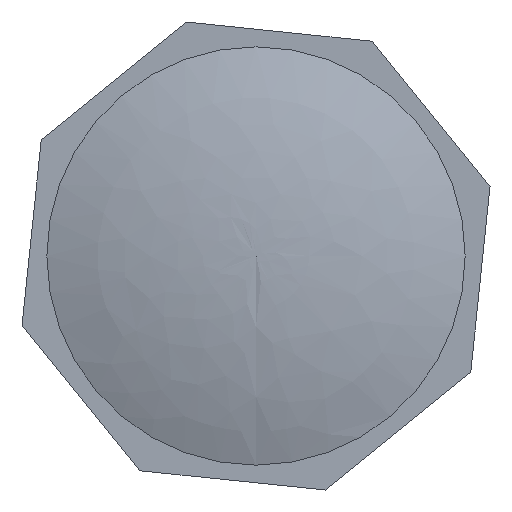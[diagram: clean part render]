
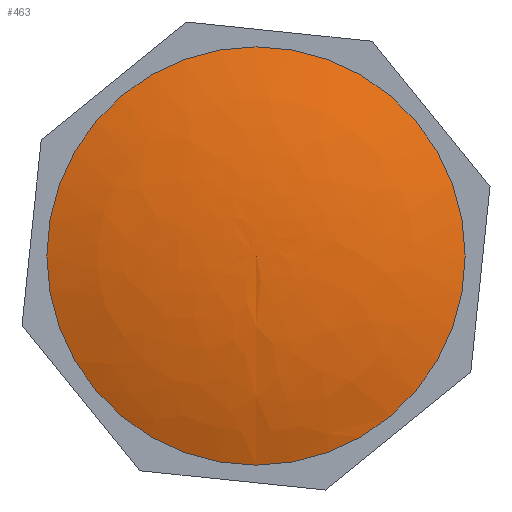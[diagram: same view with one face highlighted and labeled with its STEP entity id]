
A CAD part, left-side view. The second image highlights one B-rep face of the part: STEP entity #463.
In plain terms, the highlighted free-form (B-spline) face has degree [2, 2] with [3, 9] control points.
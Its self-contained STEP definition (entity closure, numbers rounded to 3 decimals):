
#42=(
BOUNDED_CURVE()
B_SPLINE_CURVE(2,(#723,#724,#725),.UNSPECIFIED.,.F.,.F.)
B_SPLINE_CURVE_WITH_KNOTS((3,3),(-1.587,-1.229),
 .UNSPECIFIED.)
CURVE()
GEOMETRIC_REPRESENTATION_ITEM()
RATIONAL_B_SPLINE_CURVE((1.,0.984,1.))
REPRESENTATION_ITEM('')
);
#44=(
BOUNDED_SURFACE()
B_SPLINE_SURFACE(2,2,((#695,#696,#697,#698,#699,#700,#701,#702,#703),(#704,
#705,#706,#707,#708,#709,#710,#711,#712),(#713,#714,#715,#716,#717,#718,
#719,#720,#721)),.UNSPECIFIED.,.F.,.T.,.F.)
B_SPLINE_SURFACE_WITH_KNOTS((3,3),(3,2,2,2,3),(1.229,1.587),
(-3.142,-1.571,0.,1.571,3.142),
 .UNSPECIFIED.)
GEOMETRIC_REPRESENTATION_ITEM()
RATIONAL_B_SPLINE_SURFACE(((1.,0.707,1.,0.707,1.,
0.707,1.,0.707,1.),(0.984,0.696,
0.984,0.696,0.984,0.696,
0.984,0.696,0.984),(1.,0.707,
1.,0.707,1.,0.707,1.,0.707,1.)))
REPRESENTATION_ITEM('')
SURFACE()
);
#72=CIRCLE('',#503,25.5);
#73=CIRCLE('',#504,25.5);
#99=FACE_OUTER_BOUND('',#137,.T.);
#137=EDGE_LOOP('',(#374,#375,#376,#377));
#227=VERTEX_POINT('',#691);
#228=VERTEX_POINT('',#692);
#229=VERTEX_POINT('',#722);
#281=EDGE_CURVE('',#227,#228,#72,.T.);
#282=EDGE_CURVE('',#228,#227,#73,.T.);
#283=EDGE_CURVE('',#229,#228,#42,.T.);
#374=ORIENTED_EDGE('',*,*,#283,.T.);
#375=ORIENTED_EDGE('',*,*,#282,.T.);
#376=ORIENTED_EDGE('',*,*,#281,.T.);
#377=ORIENTED_EDGE('',*,*,#283,.F.);
#463=ADVANCED_FACE('',(#99),#44,.F.);
#503=AXIS2_PLACEMENT_3D('',#693,#590,#591);
#504=AXIS2_PLACEMENT_3D('',#694,#592,#593);
#590=DIRECTION('center_axis',(-1.,0.,0.));
#591=DIRECTION('ref_axis',(0.,0.,1.));
#592=DIRECTION('center_axis',(-1.,0.,0.));
#593=DIRECTION('ref_axis',(0.,0.,1.));
#691=CARTESIAN_POINT('',(-38.096,-25.5,0.));
#692=CARTESIAN_POINT('',(-38.096,0.,-25.5));
#693=CARTESIAN_POINT('Origin',(-38.096,0.,0.));
#694=CARTESIAN_POINT('Origin',(-38.096,0.,0.));
#695=CARTESIAN_POINT('Ctrl Pts',(-38.096,0.,-25.5));
#696=CARTESIAN_POINT('Ctrl Pts',(-38.096,-25.5,-25.5));
#697=CARTESIAN_POINT('Ctrl Pts',(-38.096,-25.5,0.));
#698=CARTESIAN_POINT('Ctrl Pts',(-38.096,-25.5,25.5));
#699=CARTESIAN_POINT('Ctrl Pts',(-38.096,0.,25.5));
#700=CARTESIAN_POINT('Ctrl Pts',(-38.096,25.5,25.5));
#701=CARTESIAN_POINT('Ctrl Pts',(-38.096,25.5,0.));
#702=CARTESIAN_POINT('Ctrl Pts',(-38.096,25.5,-25.5));
#703=CARTESIAN_POINT('Ctrl Pts',(-38.096,0.,-25.5));
#704=CARTESIAN_POINT('Ctrl Pts',(-42.502,0.,-13.13));
#705=CARTESIAN_POINT('Ctrl Pts',(-42.502,-13.13,-13.13));
#706=CARTESIAN_POINT('Ctrl Pts',(-42.502,-13.13,0.));
#707=CARTESIAN_POINT('Ctrl Pts',(-42.502,-13.13,13.13));
#708=CARTESIAN_POINT('Ctrl Pts',(-42.502,0.,13.13));
#709=CARTESIAN_POINT('Ctrl Pts',(-42.502,13.13,13.13));
#710=CARTESIAN_POINT('Ctrl Pts',(-42.502,13.13,0.));
#711=CARTESIAN_POINT('Ctrl Pts',(-42.502,13.13,-13.13));
#712=CARTESIAN_POINT('Ctrl Pts',(-42.502,0.,-13.13));
#713=CARTESIAN_POINT('Ctrl Pts',(-42.285,0.,0.));
#714=CARTESIAN_POINT('Ctrl Pts',(-42.285,0.,
0.));
#715=CARTESIAN_POINT('Ctrl Pts',(-42.285,0.,
0.));
#716=CARTESIAN_POINT('Ctrl Pts',(-42.285,0.,
0.));
#717=CARTESIAN_POINT('Ctrl Pts',(-42.285,0.,0.));
#718=CARTESIAN_POINT('Ctrl Pts',(-42.285,0.,
0.));
#719=CARTESIAN_POINT('Ctrl Pts',(-42.285,0.,
0.));
#720=CARTESIAN_POINT('Ctrl Pts',(-42.285,0.,
0.));
#721=CARTESIAN_POINT('Ctrl Pts',(-42.285,0.,0.));
#722=CARTESIAN_POINT('',(-42.285,0.,0.));
#723=CARTESIAN_POINT('Ctrl Pts',(-42.285,0.,0.));
#724=CARTESIAN_POINT('Ctrl Pts',(-42.502,0.,-13.13));
#725=CARTESIAN_POINT('Ctrl Pts',(-38.096,0.,-25.5));
